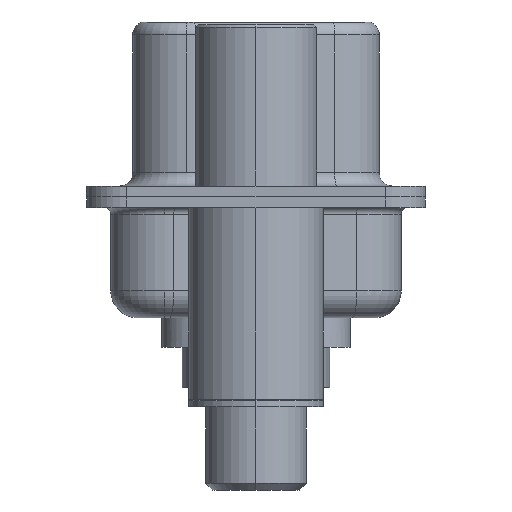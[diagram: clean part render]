
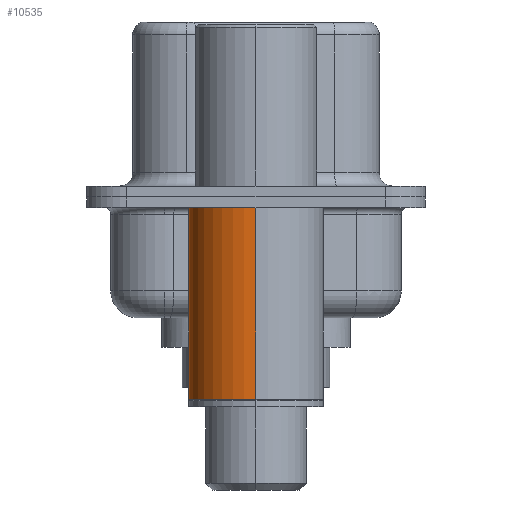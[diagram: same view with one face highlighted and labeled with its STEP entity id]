
A CAD part, left-side view. The second image highlights one B-rep face of the part: STEP entity #10535.
In plain terms, the highlighted cylindrical face has radius 2.5 mm (diameter 5 mm), a partial arc.
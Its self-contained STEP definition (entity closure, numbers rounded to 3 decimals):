
#6 = DIRECTION ( 'NONE',  ( 1., 0., 0. ) ) ;
#30 = DIRECTION ( 'NONE',  ( 0., 0., 1. ) ) ;
#91 = AXIS2_PLACEMENT_3D ( 'NONE', #130, #9168, #9220 ) ;
#130 = CARTESIAN_POINT ( 'NONE',  ( 0., 0., 0.581 ) ) ;
#1857 = AXIS2_PLACEMENT_3D ( 'NONE', #14962, #7869, #6 ) ;
#4149 = ORIENTED_EDGE ( 'NONE', *, *, #15320, .F. ) ;
#4846 = VERTEX_POINT ( 'NONE', #13078 ) ;
#5796 = LINE ( 'NONE', #14976, #15015 ) ;
#5900 = VECTOR ( 'NONE', #13678, 1000. ) ;
#6070 = CARTESIAN_POINT ( 'NONE',  ( 0., 0., -7.525 ) ) ;
#6721 = CARTESIAN_POINT ( 'NONE',  ( -2.5, 0., -0.4 ) ) ;
#6948 = ORIENTED_EDGE ( 'NONE', *, *, #10257, .T. ) ;
#7346 = DIRECTION ( 'NONE',  ( 1., 0., 0. ) ) ;
#7869 = DIRECTION ( 'NONE',  ( 0., 0., 1. ) ) ;
#8065 = FACE_OUTER_BOUND ( 'NONE', #8467, .T. ) ;
#8258 = CARTESIAN_POINT ( 'NONE',  ( 2.5, 0., -0.4 ) ) ;
#8467 = EDGE_LOOP ( 'NONE', ( #6948, #14820, #14078, #4149 ) ) ;
#9168 = DIRECTION ( 'NONE',  ( 0., 0., 1. ) ) ;
#9220 = DIRECTION ( 'NONE',  ( 1., 0., 0. ) ) ;
#9221 = LINE ( 'NONE', #12550, #5900 ) ;
#10257 = EDGE_CURVE ( 'NONE', #4846, #13428, #14570, .T. ) ;
#10373 = EDGE_CURVE ( 'NONE', #13428, #10526, #9221, .T. ) ;
#10526 = VERTEX_POINT ( 'NONE', #6721 ) ;
#10535 = ADVANCED_FACE ( 'NONE', ( #8065 ), #13662, .T. ) ;
#12550 = CARTESIAN_POINT ( 'NONE',  ( -2.5, 0., 0.581 ) ) ;
#12569 = CIRCLE ( 'NONE', #1857, 2.5 ) ;
#13078 = CARTESIAN_POINT ( 'NONE',  ( 2.5, 0., -7.525 ) ) ;
#13264 = VERTEX_POINT ( 'NONE', #8258 ) ;
#13402 = AXIS2_PLACEMENT_3D ( 'NONE', #6070, #14480, #7346 ) ;
#13428 = VERTEX_POINT ( 'NONE', #14423 ) ;
#13662 = CYLINDRICAL_SURFACE ( 'NONE', #91, 2.5 ) ;
#13678 = DIRECTION ( 'NONE',  ( 0., 0., 1. ) ) ;
#13754 = EDGE_CURVE ( 'NONE', #13264, #10526, #12569, .T. ) ;
#14078 = ORIENTED_EDGE ( 'NONE', *, *, #13754, .F. ) ;
#14423 = CARTESIAN_POINT ( 'NONE',  ( -2.5, 0., -7.525 ) ) ;
#14480 = DIRECTION ( 'NONE',  ( 0., 0., 1. ) ) ;
#14570 = CIRCLE ( 'NONE', #13402, 2.5 ) ;
#14820 = ORIENTED_EDGE ( 'NONE', *, *, #10373, .T. ) ;
#14962 = CARTESIAN_POINT ( 'NONE',  ( 0., 0., -0.4 ) ) ;
#14976 = CARTESIAN_POINT ( 'NONE',  ( 2.5, 0., 0.581 ) ) ;
#15015 = VECTOR ( 'NONE', #30, 1000. ) ;
#15320 = EDGE_CURVE ( 'NONE', #4846, #13264, #5796, .T. ) ;
